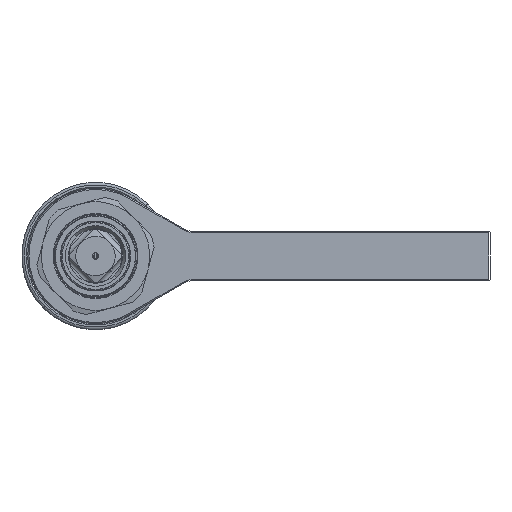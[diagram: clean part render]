
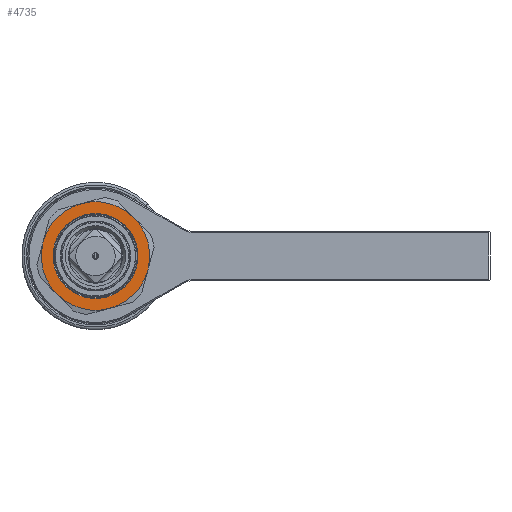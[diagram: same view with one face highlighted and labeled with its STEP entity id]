
A CAD part, left-side view. The second image highlights one B-rep face of the part: STEP entity #4735.
In plain terms, the highlighted planar face has unit normal (-1, 0, 0).
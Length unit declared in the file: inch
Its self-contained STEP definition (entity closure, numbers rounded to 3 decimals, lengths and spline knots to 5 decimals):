
#4215=CARTESIAN_POINT('',(-11.4515,0.,0.));
#4216=DIRECTION('',(1.,0.,0.));
#4217=DIRECTION('',(0.,0.966,0.259));
#4218=AXIS2_PLACEMENT_3D('',#4215,#4216,#4217);
#4220=CARTESIAN_POINT('',(-11.4515,0.,0.));
#4221=DIRECTION('',(1.,0.,0.));
#4222=DIRECTION('',(0.,0.707,0.707));
#4223=AXIS2_PLACEMENT_3D('',#4220,#4221,#4222);
#4225=CARTESIAN_POINT('',(-11.4515,0.,0.));
#4226=DIRECTION('',(1.,0.,0.));
#4227=DIRECTION('',(0.,0.259,0.966));
#4228=AXIS2_PLACEMENT_3D('',#4225,#4226,#4227);
#4230=CARTESIAN_POINT('',(-11.4515,0.,0.));
#4231=DIRECTION('',(1.,0.,0.));
#4232=DIRECTION('',(0.,-0.707,0.707));
#4233=AXIS2_PLACEMENT_3D('',#4230,#4231,#4232);
#4235=CARTESIAN_POINT('',(-11.4515,0.,0.));
#4236=DIRECTION('',(1.,0.,0.));
#4237=DIRECTION('',(0.,-0.966,-0.259));
#4238=AXIS2_PLACEMENT_3D('',#4235,#4236,#4237);
#4240=CARTESIAN_POINT('',(-11.4515,0.,0.));
#4241=DIRECTION('',(1.,0.,0.));
#4242=DIRECTION('',(0.,-0.259,-0.966));
#4243=AXIS2_PLACEMENT_3D('',#4240,#4241,#4242);
#4245=CARTESIAN_POINT('',(-11.4515,0.,0.));
#4246=DIRECTION('',(1.,0.,0.));
#4247=DIRECTION('',(0.,0.707,-0.707));
#4248=AXIS2_PLACEMENT_3D('',#4245,#4246,#4247);
#4250=CARTESIAN_POINT('',(-11.4515,0.,0.));
#4251=DIRECTION('',(-1.,0.,0.));
#4252=DIRECTION('',(0.,-0.707,0.707));
#4253=AXIS2_PLACEMENT_3D('',#4250,#4251,#4252);
#4255=CARTESIAN_POINT('',(-11.4515,0.,0.));
#4256=DIRECTION('',(-1.,0.,0.));
#4257=DIRECTION('',(0.,0.707,-0.707));
#4258=AXIS2_PLACEMENT_3D('',#4255,#4256,#4257);
#4618=CARTESIAN_POINT('',(-11.4515,0.35588,1.32815));
#4619=CARTESIAN_POINT('',(-11.4515,-0.97227,0.97227));
#4620=VERTEX_POINT('',#4618);
#4621=VERTEX_POINT('',#4619);
#4622=CARTESIAN_POINT('',(-11.4515,-1.32815,-0.35588));
#4623=VERTEX_POINT('',#4622);
#4624=CARTESIAN_POINT('',(-11.4515,-0.35588,-1.32815));
#4625=CARTESIAN_POINT('',(-11.4515,0.97227,-0.97227));
#4626=VERTEX_POINT('',#4624);
#4627=VERTEX_POINT('',#4625);
#4628=CARTESIAN_POINT('',(-11.4515,1.32815,0.35588));
#4629=VERTEX_POINT('',#4628);
#4630=CARTESIAN_POINT('',(-11.4515,-0.76226,0.76226));
#4631=CARTESIAN_POINT('',(-11.4515,0.76226,-0.76226));
#4632=VERTEX_POINT('',#4630);
#4633=VERTEX_POINT('',#4631);
#4640=CARTESIAN_POINT('',(-11.4515,0.97227,0.97227));
#4641=VERTEX_POINT('',#4640);
#4708=CARTESIAN_POINT('',(-11.4515,0.,0.));
#4709=DIRECTION('',(1.,0.,0.));
#4710=DIRECTION('',(0.,0.707,-0.707));
#4711=AXIS2_PLACEMENT_3D('',#4708,#4709,#4710);
#4712=PLANE('',#4711);
#4714=ORIENTED_EDGE('',*,*,#4713,.T.);
#4716=ORIENTED_EDGE('',*,*,#4715,.T.);
#4718=ORIENTED_EDGE('',*,*,#4717,.T.);
#4720=ORIENTED_EDGE('',*,*,#4719,.T.);
#4722=ORIENTED_EDGE('',*,*,#4721,.T.);
#4724=ORIENTED_EDGE('',*,*,#4723,.T.);
#4726=ORIENTED_EDGE('',*,*,#4725,.T.);
#4727=EDGE_LOOP('',(#4714,#4716,#4718,#4720,#4722,#4724,#4726));
#4728=FACE_OUTER_BOUND('',#4727,.F.);
#4730=ORIENTED_EDGE('',*,*,#4729,.T.);
#4732=ORIENTED_EDGE('',*,*,#4731,.T.);
#4733=EDGE_LOOP('',(#4730,#4732));
#4734=FACE_BOUND('',#4733,.F.);
#4735=ADVANCED_FACE('',(#4728,#4734),#4712,.F.);
#4219=CIRCLE('',#4218,1.375);
#4224=CIRCLE('',#4223,1.375);
#4229=CIRCLE('',#4228,1.375);
#4234=CIRCLE('',#4233,1.375);
#4239=CIRCLE('',#4238,1.375);
#4244=CIRCLE('',#4243,1.375);
#4249=CIRCLE('',#4248,1.375);
#4254=CIRCLE('',#4253,1.078);
#4259=CIRCLE('',#4258,1.078);
#4713=EDGE_CURVE('',#4629,#4641,#4219,.T.);
#4715=EDGE_CURVE('',#4641,#4620,#4224,.T.);
#4717=EDGE_CURVE('',#4620,#4621,#4229,.T.);
#4719=EDGE_CURVE('',#4621,#4623,#4234,.T.);
#4721=EDGE_CURVE('',#4623,#4626,#4239,.T.);
#4723=EDGE_CURVE('',#4626,#4627,#4244,.T.);
#4725=EDGE_CURVE('',#4627,#4629,#4249,.T.);
#4729=EDGE_CURVE('',#4632,#4633,#4254,.T.);
#4731=EDGE_CURVE('',#4633,#4632,#4259,.T.);
